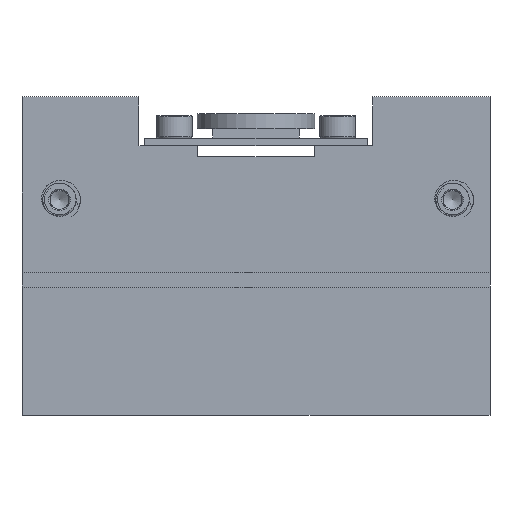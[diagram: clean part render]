
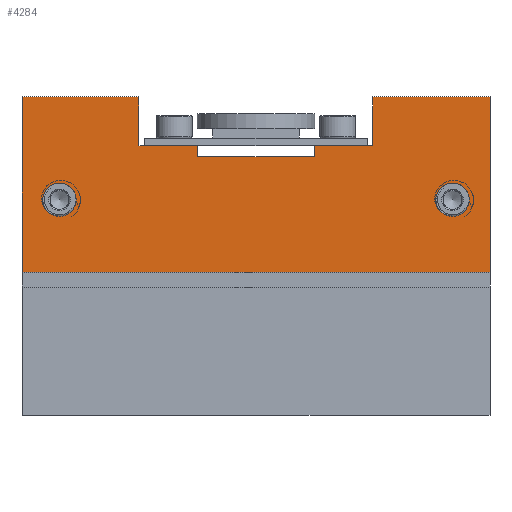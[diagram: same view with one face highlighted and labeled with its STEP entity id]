
A CAD part, front view. The second image highlights one B-rep face of the part: STEP entity #4284.
In plain terms, the highlighted planar face has unit normal (0, -1, 0).
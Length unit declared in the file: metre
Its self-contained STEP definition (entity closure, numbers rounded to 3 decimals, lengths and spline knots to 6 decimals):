
#275=LINE('',#7905,#609);
#304=LINE('',#7967,#638);
#312=LINE('',#7982,#646);
#320=LINE('',#8006,#654);
#321=LINE('',#8007,#655);
#322=LINE('',#8009,#656);
#323=LINE('',#8011,#657);
#324=LINE('',#8013,#658);
#325=LINE('',#8015,#659);
#326=LINE('',#8017,#660);
#327=LINE('',#8018,#661);
#328=LINE('',#8020,#662);
#609=VECTOR('',#5357,1.);
#638=VECTOR('',#5394,1.);
#646=VECTOR('',#5412,1.);
#654=VECTOR('',#5430,1.);
#655=VECTOR('',#5431,1.);
#656=VECTOR('',#5432,1.);
#657=VECTOR('',#5433,1.);
#658=VECTOR('',#5434,1.);
#659=VECTOR('',#5435,1.);
#660=VECTOR('',#5436,1.);
#661=VECTOR('',#5437,1.);
#662=VECTOR('',#5438,1.);
#1397=ORIENTED_EDGE('',*,*,#2394,.T.);
#1398=ORIENTED_EDGE('',*,*,#2395,.T.);
#1399=ORIENTED_EDGE('',*,*,#2396,.F.);
#1400=ORIENTED_EDGE('',*,*,#2345,.F.);
#1401=ORIENTED_EDGE('',*,*,#2397,.T.);
#1402=ORIENTED_EDGE('',*,*,#2398,.F.);
#1403=ORIENTED_EDGE('',*,*,#2399,.F.);
#1404=ORIENTED_EDGE('',*,*,#2400,.F.);
#1405=ORIENTED_EDGE('',*,*,#2401,.F.);
#1406=ORIENTED_EDGE('',*,*,#2402,.T.);
#1407=ORIENTED_EDGE('',*,*,#2385,.F.);
#1408=ORIENTED_EDGE('',*,*,#2403,.T.);
#1409=ORIENTED_EDGE('',*,*,#2404,.T.);
#1410=ORIENTED_EDGE('',*,*,#2376,.T.);
#2345=EDGE_CURVE('',#2881,#2882,#275,.T.);
#2376=EDGE_CURVE('',#2911,#2910,#304,.T.);
#2385=EDGE_CURVE('',#2913,#2914,#312,.T.);
#2394=EDGE_CURVE('',#2922,#2922,#3199,.T.);
#2395=EDGE_CURVE('',#2923,#2923,#3200,.T.);
#2396=EDGE_CURVE('',#2882,#2910,#320,.T.);
#2397=EDGE_CURVE('',#2881,#2924,#321,.T.);
#2398=EDGE_CURVE('',#2925,#2924,#322,.T.);
#2399=EDGE_CURVE('',#2926,#2925,#323,.T.);
#2400=EDGE_CURVE('',#2927,#2926,#324,.T.);
#2401=EDGE_CURVE('',#2928,#2927,#325,.T.);
#2402=EDGE_CURVE('',#2928,#2914,#326,.T.);
#2403=EDGE_CURVE('',#2913,#2929,#327,.T.);
#2404=EDGE_CURVE('',#2929,#2911,#328,.T.);
#2881=VERTEX_POINT('',#7904);
#2882=VERTEX_POINT('',#7906);
#2910=VERTEX_POINT('',#7966);
#2911=VERTEX_POINT('',#7968);
#2913=VERTEX_POINT('',#7983);
#2914=VERTEX_POINT('',#7984);
#2922=VERTEX_POINT('',#8003);
#2923=VERTEX_POINT('',#8005);
#2924=VERTEX_POINT('',#8008);
#2925=VERTEX_POINT('',#8010);
#2926=VERTEX_POINT('',#8012);
#2927=VERTEX_POINT('',#8014);
#2928=VERTEX_POINT('',#8016);
#2929=VERTEX_POINT('',#8019);
#3199=CIRCLE('',#4714,0.00113);
#3200=CIRCLE('',#4715,0.00113);
#3407=EDGE_LOOP('',(#1397));
#3408=EDGE_LOOP('',(#1398));
#3409=EDGE_LOOP('',(#1399,#1400,#1401,#1402,#1403,#1404,#1405,#1406,#1407,
#1408,#1409,#1410));
#3790=FACE_BOUND('',#3407,.T.);
#3791=FACE_BOUND('',#3408,.T.);
#3792=FACE_BOUND('',#3409,.T.);
#4109=PLANE('',#4713);
#4284=ADVANCED_FACE('',(#3790,#3791,#3792),#4109,.T.);
#4713=AXIS2_PLACEMENT_3D('',#8001,#5424,#5425);
#4714=AXIS2_PLACEMENT_3D('',#8002,#5426,#5427);
#4715=AXIS2_PLACEMENT_3D('',#8004,#5428,#5429);
#5357=DIRECTION('',(0.,0.,-1.));
#5394=DIRECTION('',(0.,0.,-1.));
#5412=DIRECTION('',(1.,0.,0.));
#5424=DIRECTION('',(0.,-1.,0.));
#5425=DIRECTION('',(0.,0.,-1.));
#5426=DIRECTION('',(0.,1.,0.));
#5427=DIRECTION('',(0.,0.,1.));
#5428=DIRECTION('',(0.,1.,0.));
#5429=DIRECTION('',(0.,0.,1.));
#5430=DIRECTION('',(-1.,0.,0.));
#5431=DIRECTION('',(-1.,0.,0.));
#5432=DIRECTION('',(0.,0.,1.));
#5433=DIRECTION('',(1.,0.,0.));
#5434=DIRECTION('',(0.,0.,1.));
#5435=DIRECTION('',(1.,0.,0.));
#5436=DIRECTION('',(0.,0.,1.));
#5437=DIRECTION('',(0.,0.,1.));
#5438=DIRECTION('',(-1.,0.,0.));
#7904=CARTESIAN_POINT('',(0.015875,-0.03175,0.02159));
#7905=CARTESIAN_POINT('',(0.015875,-0.03175,0.009703));
#7906=CARTESIAN_POINT('',(0.015875,-0.03175,0.009703));
#7966=CARTESIAN_POINT('',(-0.015875,-0.03175,0.009703));
#7967=CARTESIAN_POINT('',(-0.015875,-0.03175,0.009703));
#7968=CARTESIAN_POINT('',(-0.015875,-0.03175,0.02159));
#7982=CARTESIAN_POINT('',(0.,-0.03175,0.018288));
#7983=CARTESIAN_POINT('',(-0.007938,-0.03175,0.018288));
#7984=CARTESIAN_POINT('',(-0.003962,-0.03175,0.018288));
#8001=CARTESIAN_POINT('',(0.,-0.03175,0.009703));
#8002=CARTESIAN_POINT('',(0.013335,-0.03175,0.014605));
#8003=CARTESIAN_POINT('',(0.013335,-0.03175,0.015735));
#8004=CARTESIAN_POINT('',(-0.013335,-0.03175,0.014605));
#8005=CARTESIAN_POINT('',(-0.013335,-0.03175,0.015735));
#8006=CARTESIAN_POINT('',(0.015877,-0.03175,0.009703));
#8007=CARTESIAN_POINT('',(0.015877,-0.03175,0.02159));
#8008=CARTESIAN_POINT('',(0.007938,-0.03175,0.02159));
#8009=CARTESIAN_POINT('',(0.007938,-0.03175,0.018288));
#8010=CARTESIAN_POINT('',(0.007938,-0.03175,0.018288));
#8011=CARTESIAN_POINT('',(0.,-0.03175,0.018288));
#8012=CARTESIAN_POINT('',(0.003962,-0.03175,0.018288));
#8013=CARTESIAN_POINT('',(0.003962,-0.03175,0.017526));
#8014=CARTESIAN_POINT('',(0.003962,-0.03175,0.017526));
#8015=CARTESIAN_POINT('',(0.,-0.03175,0.017526));
#8016=CARTESIAN_POINT('',(-0.003962,-0.03175,0.017526));
#8017=CARTESIAN_POINT('',(-0.003962,-0.03175,0.017526));
#8018=CARTESIAN_POINT('',(-0.007938,-0.03175,0.018288));
#8019=CARTESIAN_POINT('',(-0.007938,-0.03175,0.02159));
#8020=CARTESIAN_POINT('',(0.015877,-0.03175,0.02159));
